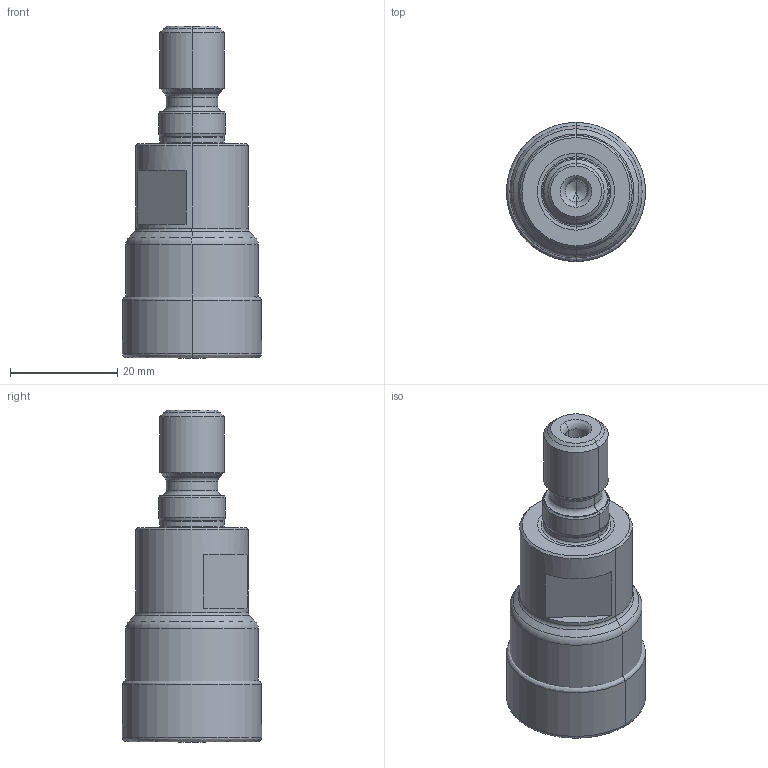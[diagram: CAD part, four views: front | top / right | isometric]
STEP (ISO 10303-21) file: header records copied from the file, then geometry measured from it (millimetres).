
FILE_DESCRIPTION((''),'2;1');
FILE_NAME('15C1G026040X7R01','2015-11-07T',('vitt'),(''),'PRO/ENGINEER BY PARAMETRIC TECHNOLOGY CORPORATION, 2011490','PRO/ENGINEER BY PARAMETRIC TECHNOLOGY CORPORATION, 2011490','');
FILE_SCHEMA(('AUTOMOTIVE_DESIGN { 1 2 10303 214 0 1 1 1 }'));
Length unit declared in the file: millimetre
Products named in the file (3): NOCUT; CUT; 15C1G026040X7R01
Assembly tree (2 placements, depth 2):
  15C1G026040X7R01
    NOCUT
    CUT
Bounding box: 26 x 26 x 62 mm (x, y, z)
Volume: 23859.1 mm3; surface area: 7260.3 mm2
Topology: 2 solids, 3 shells, 72 faces, 151 edges, 85 vertices
Faces by surface type: cylinder 16, cone 16, revolution 16, torus 14, plane 10
Entity records: 3570 total; most frequent: CARTESIAN_POINT 1317, DIRECTION 381, ORIENTED_EDGE 288, AXIS2_PLACEMENT_3D 162, PRESENTATION_STYLE_ASSIGNMENT 157, STYLED_ITEM 157, CURVE_STYLE 154, EDGE_CURVE 148
